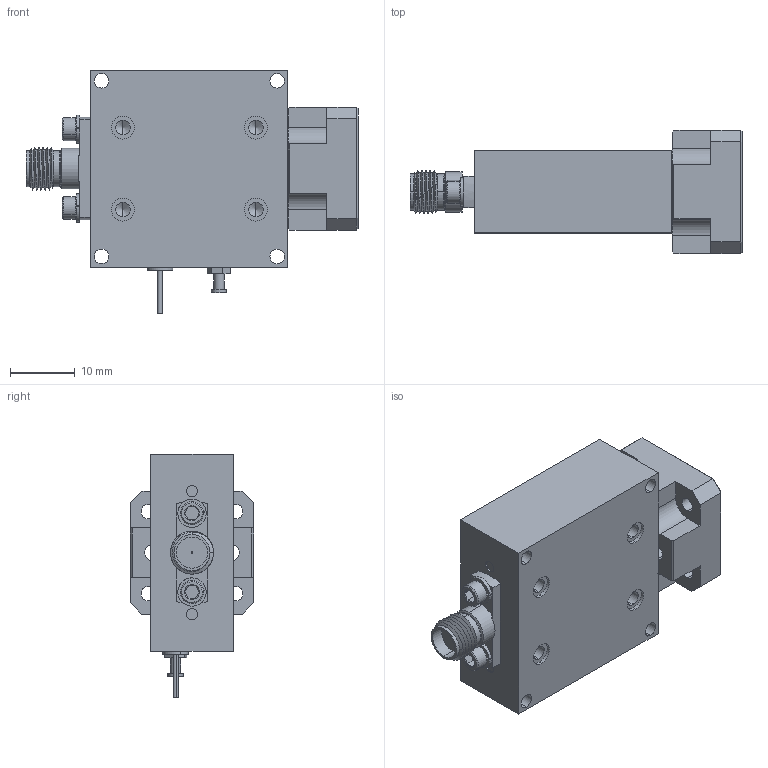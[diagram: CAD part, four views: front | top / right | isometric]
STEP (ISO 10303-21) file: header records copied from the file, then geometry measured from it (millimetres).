
FILE_DESCRIPTION (( 'STEP AP203' ), '1' );
FILE_NAME ('SFA-282SF-E1.STEP', '2020-01-17T17:16:35', ( '' ), ( '' ), 'SwSTEP 2.0', 'SolidWorks 2016', '' );
FILE_SCHEMA (( 'CONFIG_CONTROL_DESIGN' ));
Length unit declared in the file: inch
Products named in the file (1): SFA-282SF-E1
Bounding box: 51.36 x 19.05 x 37.72 mm (x, y, z)
Volume: 14625.8 mm3; surface area: 7197.1 mm2
Topology: 4 solids, 5 shells, 524 faces, 1255 edges, 786 vertices
Faces by surface type: plane 223, cylinder 199, cone 98, torus 2, bspline 2
Entity records: 16376 total; most frequent: CARTESIAN_POINT 4119, DIRECTION 2596, ORIENTED_EDGE 2478, EDGE_CURVE 1239, AXIS2_PLACEMENT_3D 998, VERTEX_POINT 786, EDGE_LOOP 615, LINE 600
